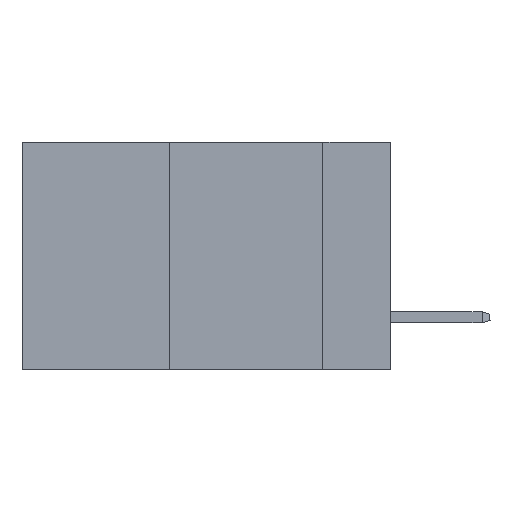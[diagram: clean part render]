
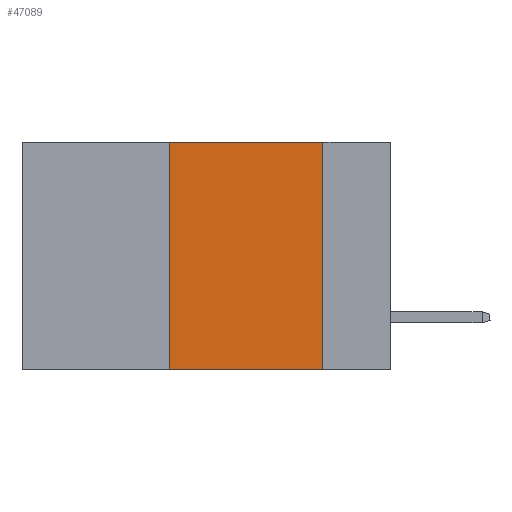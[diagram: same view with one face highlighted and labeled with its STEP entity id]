
A CAD part, left-side view. The second image highlights one B-rep face of the part: STEP entity #47089.
In plain terms, the highlighted planar face has unit normal (-1, 0, 0).
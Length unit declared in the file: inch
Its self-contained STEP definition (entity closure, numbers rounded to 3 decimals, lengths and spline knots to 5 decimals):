
#60 = DIRECTION ( 'NONE',  ( 1., 0., 0. ) ) ;
#1827 = CARTESIAN_POINT ( 'NONE',  ( 0., 0.6, -0.37 ) ) ;
#2473 = CARTESIAN_POINT ( 'NONE',  ( 0., 0.11, -0.37 ) ) ;
#3249 = PLANE ( 'NONE',  #29329 ) ;
#4659 = LINE ( 'NONE', #8726, #39490 ) ;
#8434 = CARTESIAN_POINT ( 'NONE',  ( 0., 0.6, 0. ) ) ;
#8726 = CARTESIAN_POINT ( 'NONE',  ( 0., 0.11, 0. ) ) ;
#9913 = VECTOR ( 'NONE', #34022, 39.37008 ) ;
#11508 = VECTOR ( 'NONE', #29637, 39.37008 ) ;
#12411 = CARTESIAN_POINT ( 'NONE',  ( 0., 0.36, 0. ) ) ;
#14034 = VERTEX_POINT ( 'NONE', #16509 ) ;
#14453 = EDGE_CURVE ( 'NONE', #40933, #14034, #22355, .T. ) ;
#15666 = LINE ( 'NONE', #12411, #9913 ) ;
#16509 = CARTESIAN_POINT ( 'NONE',  ( 0., 0.11, 0. ) ) ;
#17743 = EDGE_LOOP ( 'NONE', ( #39831, #20456, #29877, #29274 ) ) ;
#20272 = VERTEX_POINT ( 'NONE', #26030 ) ;
#20456 = ORIENTED_EDGE ( 'NONE', *, *, #14453, .F. ) ;
#22355 = LINE ( 'NONE', #8434, #11508 ) ;
#22504 = EDGE_CURVE ( 'NONE', #14034, #41630, #4659, .T. ) ;
#22547 = CARTESIAN_POINT ( 'NONE',  ( 0., 0.36, 0. ) ) ;
#24926 = DIRECTION ( 'NONE',  ( 0., 0., -1. ) ) ;
#26030 = CARTESIAN_POINT ( 'NONE',  ( 0., 0.36, -0.37 ) ) ;
#28736 = EDGE_CURVE ( 'NONE', #20272, #40933, #15666, .T. ) ;
#29274 = ORIENTED_EDGE ( 'NONE', *, *, #43800, .T. ) ;
#29329 = AXIS2_PLACEMENT_3D ( 'NONE', #43766, #60, #24926 ) ;
#29637 = DIRECTION ( 'NONE',  ( 0., -1., 0. ) ) ;
#29877 = ORIENTED_EDGE ( 'NONE', *, *, #28736, .F. ) ;
#30576 = DIRECTION ( 'NONE',  ( 0., 0., -1. ) ) ;
#33866 = FACE_OUTER_BOUND ( 'NONE', #17743, .T. ) ;
#34022 = DIRECTION ( 'NONE',  ( 0., 0., 1. ) ) ;
#37628 = DIRECTION ( 'NONE',  ( 0., -1., 0. ) ) ;
#37644 = LINE ( 'NONE', #1827, #39452 ) ;
#39452 = VECTOR ( 'NONE', #37628, 39.37008 ) ;
#39490 = VECTOR ( 'NONE', #30576, 39.37008 ) ;
#39831 = ORIENTED_EDGE ( 'NONE', *, *, #22504, .F. ) ;
#40933 = VERTEX_POINT ( 'NONE', #22547 ) ;
#41630 = VERTEX_POINT ( 'NONE', #2473 ) ;
#43766 = CARTESIAN_POINT ( 'NONE',  ( 0., 0.6, 0. ) ) ;
#43800 = EDGE_CURVE ( 'NONE', #20272, #41630, #37644, .T. ) ;
#47089 = ADVANCED_FACE ( 'NONE', ( #33866 ), #3249, .F. ) ;
